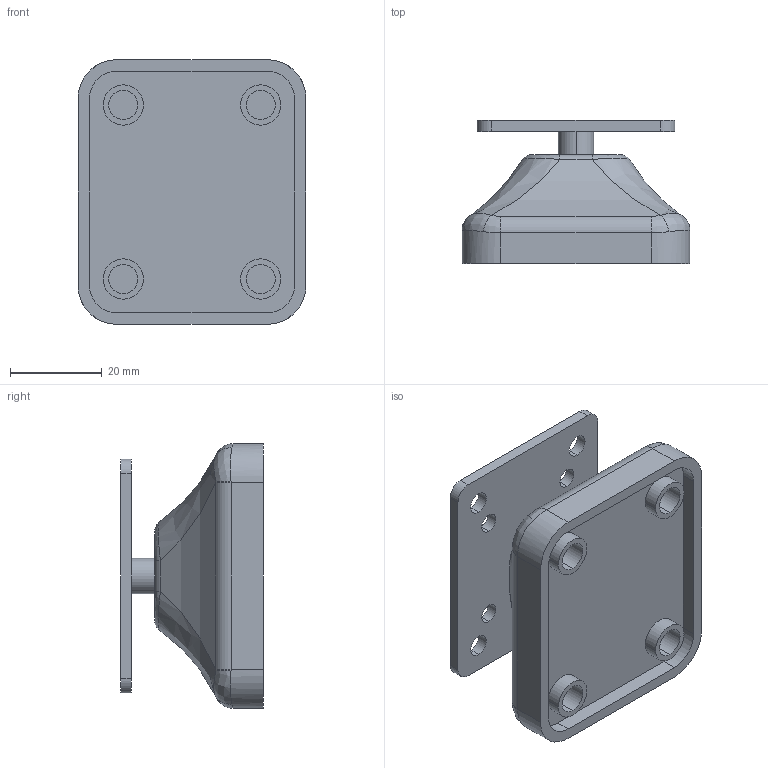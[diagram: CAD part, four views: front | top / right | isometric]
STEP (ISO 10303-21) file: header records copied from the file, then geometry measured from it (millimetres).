
FILE_DESCRIPTION((''),'2;1');
FILE_NAME('149757_SW','2010-01-25T',('banengservice'),('BANNER ENGINEERING'),'PRO/ENGINEER BY PARAMETRIC TECHNOLOGY CORPORATION, 2009141','PRO/ENGINEER BY PARAMETRIC TECHNOLOGY CORPORATION, 2009141','');
FILE_SCHEMA(('CONFIG_CONTROL_DESIGN'));
Length unit declared in the file: inch
Products named in the file (1): 149757_SW
Bounding box: 49.78 x 31.22 x 57.78 mm (x, y, z)
Volume: 41795.8 mm3; surface area: 14368.5 mm2
Topology: 1 solids, 1 shells, 103 faces, 246 edges, 156 vertices
Faces by surface type: cylinder 58, plane 25, bspline 20
Entity records: 3860 total; most frequent: CARTESIAN_POINT 1453, ORIENTED_EDGE 492, DIRECTION 484, EDGE_CURVE 246, AXIS2_PLACEMENT_3D 195, VERTEX_POINT 156, EDGE_LOOP 130, CIRCLE 112
